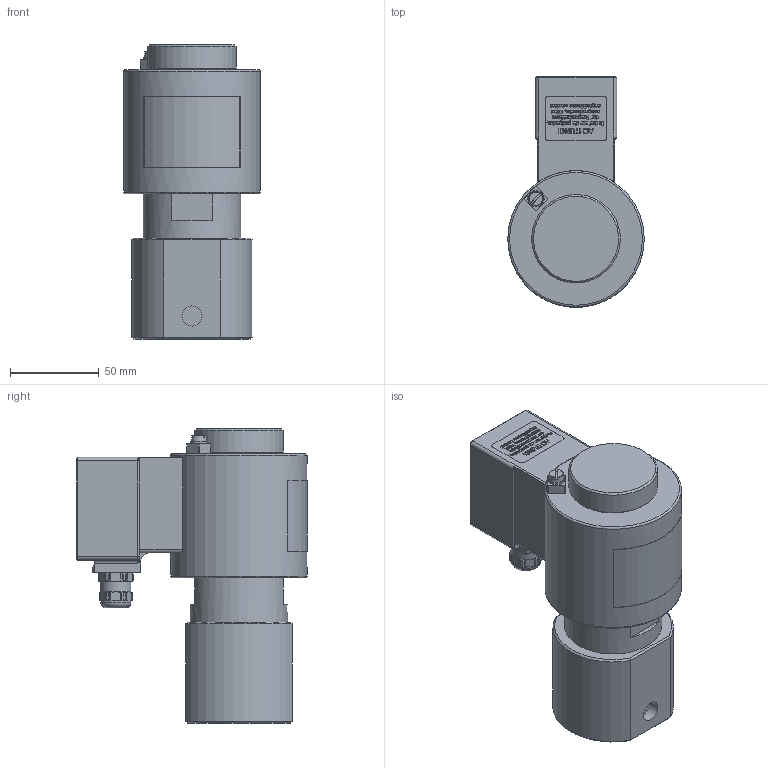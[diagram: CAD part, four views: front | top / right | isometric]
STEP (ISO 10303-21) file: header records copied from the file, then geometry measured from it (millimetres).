
FILE_DESCRIPTION(/* description */ ('3D-Modell 055.000044'),/* implementation_level */ '2;1');
FILE_NAME(/* name */ '055.000044_A5541-0815-.248.stp',/* time_stamp */ '2018-07-18T09:25:21+02:00',/* author */ ('TBartelsmeier'),/* organization */ (''),/* preprocessor_version */ 'ST-DEVELOPER v16.1',/* originating_system */ 'Autodesk Inventor 2016',/* authorisation */ '');
FILE_SCHEMA (('CONFIG_CONTROL_DESIGN'));
Length unit declared in the file: millimetre
Products named in the file (1): 87-024370
Bounding box: 77 x 130.06 x 166 mm (x, y, z)
Volume: 759164 mm3; surface area: 66897 mm2
Topology: 2 solids, 2 shells, 1538 faces, 4210 edges, 2780 vertices
Faces by surface type: plane 771, bspline 639, cylinder 77, cone 38, torus 13
Full cylindrical faces by diameter (mm): 4.51 x1, 4.917 x2, 11.445 x2, 17 x2, 50 x1, 55 x1, 77 x1
Entity records: 52356 total; most frequent: CARTESIAN_POINT 18171, ORIENTED_EDGE 8368, DIRECTION 4701, EDGE_CURVE 4184, VERTEX_POINT 2775, LINE 2579, VECTOR 2579, EDGE_LOOP 1663
